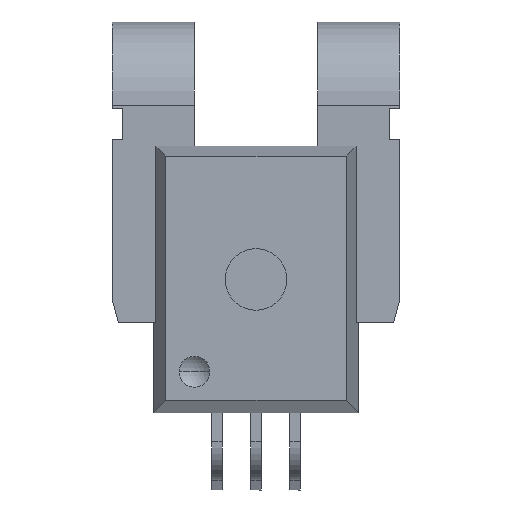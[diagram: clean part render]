
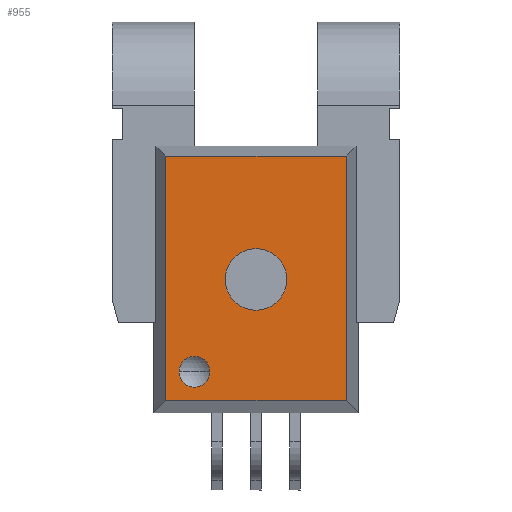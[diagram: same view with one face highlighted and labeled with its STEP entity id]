
A CAD part, top view. The second image highlights one B-rep face of the part: STEP entity #955.
In plain terms, the highlighted planar face has unit normal (0, 0, 1).
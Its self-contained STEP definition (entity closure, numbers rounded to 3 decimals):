
#41 = DIRECTION ( 'NONE',  ( 0., 0., -1. ) ) ;
#56 = DIRECTION ( 'NONE',  ( 1., 0., 0. ) ) ;
#111 = CARTESIAN_POINT ( 'NONE',  ( -5., -5.894, 3.439 ) ) ;
#140 = ORIENTED_EDGE ( 'NONE', *, *, #1135, .F. ) ;
#147 = CARTESIAN_POINT ( 'NONE',  ( 0., 0., 3.439 ) ) ;
#180 = EDGE_CURVE ( 'NONE', #443, #1105, #774, .T. ) ;
#206 = DIRECTION ( 'NONE',  ( 0., 0., -1. ) ) ;
#222 = ORIENTED_EDGE ( 'NONE', *, *, #840, .T. ) ;
#241 = CARTESIAN_POINT ( 'NONE',  ( -4.394, -6.5, 3.439 ) ) ;
#266 = LINE ( 'NONE', #483, #763 ) ;
#271 = CARTESIAN_POINT ( 'NONE',  ( 0., 0., 3.439 ) ) ;
#353 = CARTESIAN_POINT ( 'NONE',  ( -2.25, -4.5, 3.439 ) ) ;
#406 = CIRCLE ( 'NONE', #1259, 1.5 ) ;
#407 = CARTESIAN_POINT ( 'NONE',  ( 1.5, 0., 3.439 ) ) ;
#443 = VERTEX_POINT ( 'NONE', #1810 ) ;
#444 = FACE_BOUND ( 'NONE', #1684, .T. ) ;
#483 = CARTESIAN_POINT ( 'NONE',  ( 4.394, -6.5, 3.439 ) ) ;
#525 = DIRECTION ( 'NONE',  ( 0., 0., -1. ) ) ;
#593 = VERTEX_POINT ( 'NONE', #1716 ) ;
#665 = VECTOR ( 'NONE', #1245, 1000. ) ;
#676 = CIRCLE ( 'NONE', #2307, 0.75 ) ;
#750 = EDGE_LOOP ( 'NONE', ( #810, #2330, #140, #1605 ) ) ;
#763 = VECTOR ( 'NONE', #1030, 1000. ) ;
#774 = CIRCLE ( 'NONE', #790, 1.5 ) ;
#777 = AXIS2_PLACEMENT_3D ( 'NONE', #147, #525, #2196 ) ;
#784 = ORIENTED_EDGE ( 'NONE', *, *, #2001, .T. ) ;
#790 = AXIS2_PLACEMENT_3D ( 'NONE', #271, #1196, #56 ) ;
#810 = ORIENTED_EDGE ( 'NONE', *, *, #1349, .T. ) ;
#816 = VERTEX_POINT ( 'NONE', #2314 ) ;
#840 = EDGE_CURVE ( 'NONE', #1895, #1795, #676, .T. ) ;
#848 = LINE ( 'NONE', #111, #1283 ) ;
#866 = VERTEX_POINT ( 'NONE', #1890 ) ;
#887 = FACE_BOUND ( 'NONE', #2225, .T. ) ;
#914 = DIRECTION ( 'NONE',  ( 0., 0., 1. ) ) ;
#955 = ADVANCED_FACE ( 'NONE', ( #1814, #444, #887 ), #1269, .F. ) ;
#1030 = DIRECTION ( 'NONE',  ( 0., 1., 0. ) ) ;
#1036 = DIRECTION ( 'NONE',  ( 1., 0., 0. ) ) ;
#1105 = VERTEX_POINT ( 'NONE', #407 ) ;
#1135 = EDGE_CURVE ( 'NONE', #593, #1356, #1957, .T. ) ;
#1145 = DIRECTION ( 'NONE',  ( -1., 0., 0. ) ) ;
#1156 = LINE ( 'NONE', #1984, #665 ) ;
#1159 = DIRECTION ( 'NONE',  ( 0., 1., 0. ) ) ;
#1196 = DIRECTION ( 'NONE',  ( 0., 0., 1. ) ) ;
#1245 = DIRECTION ( 'NONE',  ( 1., 0., 0. ) ) ;
#1252 = CARTESIAN_POINT ( 'NONE',  ( -3.75, -4.5, 3.439 ) ) ;
#1259 = AXIS2_PLACEMENT_3D ( 'NONE', #2028, #914, #2206 ) ;
#1269 = PLANE ( 'NONE',  #777 ) ;
#1283 = VECTOR ( 'NONE', #1036, 1000. ) ;
#1319 = CARTESIAN_POINT ( 'NONE',  ( -3., -4.5, 3.439 ) ) ;
#1343 = CARTESIAN_POINT ( 'NONE',  ( -3., -4.5, 3.439 ) ) ;
#1349 = EDGE_CURVE ( 'NONE', #816, #866, #266, .T. ) ;
#1356 = VERTEX_POINT ( 'NONE', #1973 ) ;
#1413 = VECTOR ( 'NONE', #1159, 1000. ) ;
#1505 = DIRECTION ( 'NONE',  ( -1., 0., 0. ) ) ;
#1533 = ORIENTED_EDGE ( 'NONE', *, *, #180, .F. ) ;
#1605 = ORIENTED_EDGE ( 'NONE', *, *, #2300, .T. ) ;
#1684 = EDGE_LOOP ( 'NONE', ( #2385, #1533 ) ) ;
#1716 = CARTESIAN_POINT ( 'NONE',  ( -4.394, -5.894, 3.439 ) ) ;
#1795 = VERTEX_POINT ( 'NONE', #1252 ) ;
#1810 = CARTESIAN_POINT ( 'NONE',  ( -1.5, 0., 3.439 ) ) ;
#1814 = FACE_OUTER_BOUND ( 'NONE', #750, .T. ) ;
#1877 = EDGE_CURVE ( 'NONE', #1105, #443, #406, .T. ) ;
#1879 = AXIS2_PLACEMENT_3D ( 'NONE', #1319, #206, #1505 ) ;
#1890 = CARTESIAN_POINT ( 'NONE',  ( 4.394, 6.015, 3.439 ) ) ;
#1895 = VERTEX_POINT ( 'NONE', #353 ) ;
#1957 = LINE ( 'NONE', #241, #1413 ) ;
#1973 = CARTESIAN_POINT ( 'NONE',  ( -4.394, 6.015, 3.439 ) ) ;
#1984 = CARTESIAN_POINT ( 'NONE',  ( -5., 6.015, 3.439 ) ) ;
#2001 = EDGE_CURVE ( 'NONE', #1795, #1895, #2154, .T. ) ;
#2028 = CARTESIAN_POINT ( 'NONE',  ( 0., 0., 3.439 ) ) ;
#2154 = CIRCLE ( 'NONE', #1879, 0.75 ) ;
#2196 = DIRECTION ( 'NONE',  ( -1., 0., 0. ) ) ;
#2206 = DIRECTION ( 'NONE',  ( 1., 0., 0. ) ) ;
#2225 = EDGE_LOOP ( 'NONE', ( #222, #784 ) ) ;
#2300 = EDGE_CURVE ( 'NONE', #593, #816, #848, .T. ) ;
#2307 = AXIS2_PLACEMENT_3D ( 'NONE', #1343, #41, #1145 ) ;
#2314 = CARTESIAN_POINT ( 'NONE',  ( 4.394, -5.894, 3.439 ) ) ;
#2330 = ORIENTED_EDGE ( 'NONE', *, *, #2375, .F. ) ;
#2375 = EDGE_CURVE ( 'NONE', #1356, #866, #1156, .T. ) ;
#2385 = ORIENTED_EDGE ( 'NONE', *, *, #1877, .F. ) ;
